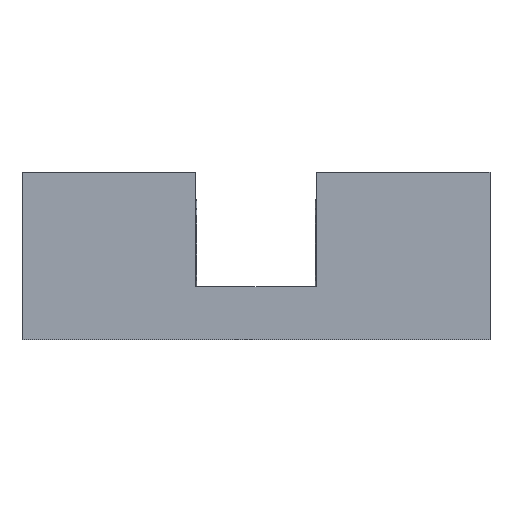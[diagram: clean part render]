
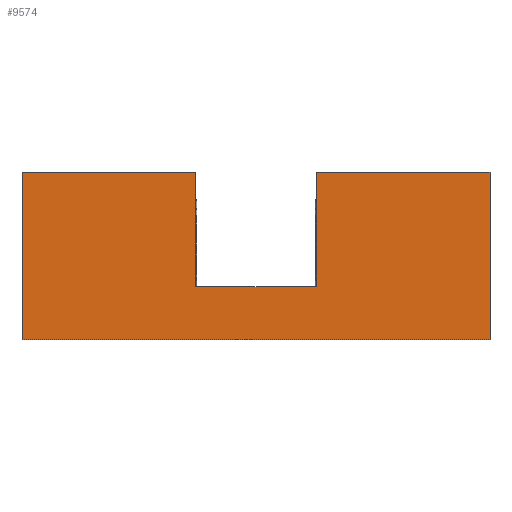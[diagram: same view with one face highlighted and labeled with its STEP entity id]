
A CAD part, front view. The second image highlights one B-rep face of the part: STEP entity #9574.
In plain terms, the highlighted planar face has unit normal (0, -1, 0).
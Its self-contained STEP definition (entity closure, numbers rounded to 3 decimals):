
#1=DIRECTION('',(0.,0.,-1.));
#2=VECTOR('',#1,14.7);
#3=CARTESIAN_POINT('',(7.75,0.,0.));
#4=LINE('',#3,#2);
#5=DIRECTION('',(1.,0.,0.));
#6=VECTOR('',#5,22.25);
#7=CARTESIAN_POINT('',(7.75,0.,0.));
#8=LINE('',#7,#6);
#9=DIRECTION('',(0.,0.,-1.));
#10=VECTOR('',#9,21.5);
#11=CARTESIAN_POINT('',(30.,0.,0.));
#12=LINE('',#11,#10);
#13=DIRECTION('',(0.,0.,1.));
#14=VECTOR('',#13,21.5);
#15=CARTESIAN_POINT('',(-30.,0.,-21.5));
#16=LINE('',#15,#14);
#17=DIRECTION('',(1.,0.,0.));
#18=VECTOR('',#17,22.25);
#19=CARTESIAN_POINT('',(-30.,0.,0.));
#20=LINE('',#19,#18);
#21=DIRECTION('',(0.,0.,-1.));
#22=VECTOR('',#21,14.7);
#23=CARTESIAN_POINT('',(-7.75,0.,0.));
#24=LINE('',#23,#22);
#57=DIRECTION('',(-1.,0.,0.));
#58=VECTOR('',#57,15.5);
#59=CARTESIAN_POINT('',(7.75,0.,-14.7));
#60=LINE('',#59,#58);
#223=DIRECTION('',(1.,0.,0.));
#224=VECTOR('',#223,60.);
#225=CARTESIAN_POINT('',(-30.,0.,-21.5));
#226=LINE('',#225,#224);
#8057=CARTESIAN_POINT('',(-30.,0.,-21.5));
#8058=CARTESIAN_POINT('',(-30.,0.,0.));
#8059=VERTEX_POINT('',#8057);
#8060=VERTEX_POINT('',#8058);
#8061=CARTESIAN_POINT('',(30.,0.,0.));
#8062=CARTESIAN_POINT('',(30.,0.,-21.5));
#8063=VERTEX_POINT('',#8061);
#8064=VERTEX_POINT('',#8062);
#8077=CARTESIAN_POINT('',(-7.75,0.,0.));
#8078=CARTESIAN_POINT('',(-7.75,0.,-14.7));
#8079=VERTEX_POINT('',#8077);
#8080=VERTEX_POINT('',#8078);
#8081=CARTESIAN_POINT('',(7.75,0.,0.));
#8082=CARTESIAN_POINT('',(7.75,0.,-14.7));
#8083=VERTEX_POINT('',#8081);
#8084=VERTEX_POINT('',#8082);
#9551=CARTESIAN_POINT('',(0.,0.,0.));
#9552=DIRECTION('',(0.,1.,0.));
#9553=DIRECTION('',(1.,0.,0.));
#9554=AXIS2_PLACEMENT_3D('',#9551,#9552,#9553);
#9555=PLANE('',#9554);
#9557=ORIENTED_EDGE('',*,*,#9556,.F.);
#9559=ORIENTED_EDGE('',*,*,#9558,.F.);
#9561=ORIENTED_EDGE('',*,*,#9560,.T.);
#9563=ORIENTED_EDGE('',*,*,#9562,.T.);
#9565=ORIENTED_EDGE('',*,*,#9564,.F.);
#9567=ORIENTED_EDGE('',*,*,#9566,.T.);
#9569=ORIENTED_EDGE('',*,*,#9568,.T.);
#9571=ORIENTED_EDGE('',*,*,#9570,.T.);
#9572=EDGE_LOOP('',(#9557,#9559,#9561,#9563,#9565,#9567,#9569,#9571));
#9573=FACE_OUTER_BOUND('',#9572,.F.);
#9574=ADVANCED_FACE('',(#9573),#9555,.F.);
#9556=EDGE_CURVE('',#8084,#8080,#60,.T.);
#9558=EDGE_CURVE('',#8083,#8084,#4,.T.);
#9560=EDGE_CURVE('',#8083,#8063,#8,.T.);
#9562=EDGE_CURVE('',#8063,#8064,#12,.T.);
#9564=EDGE_CURVE('',#8059,#8064,#226,.T.);
#9566=EDGE_CURVE('',#8059,#8060,#16,.T.);
#9568=EDGE_CURVE('',#8060,#8079,#20,.T.);
#9570=EDGE_CURVE('',#8079,#8080,#24,.T.);
